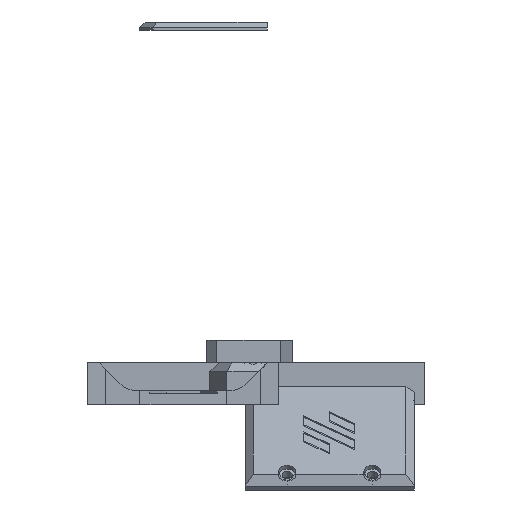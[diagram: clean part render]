
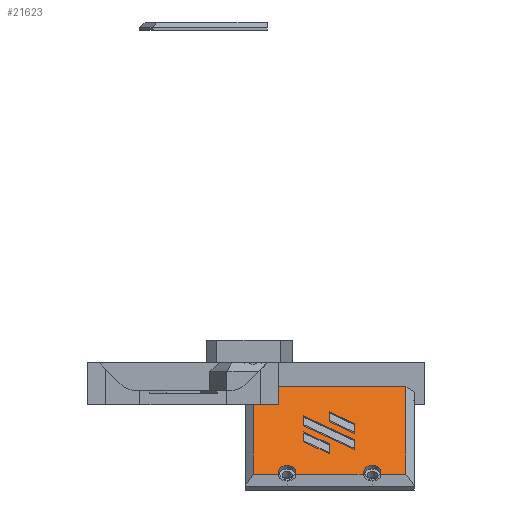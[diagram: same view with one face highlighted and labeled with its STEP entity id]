
A CAD part, left-side view. The second image highlights one B-rep face of the part: STEP entity #21623.
In plain terms, the highlighted planar face has unit normal (-0.707, 0, 0.707).
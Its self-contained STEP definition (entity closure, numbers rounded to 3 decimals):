
#140=FACE_BOUND('',#2455,.T.);
#141=FACE_BOUND('',#2456,.T.);
#142=FACE_BOUND('',#2457,.T.);
#298=CIRCLE('',#22825,3.);
#299=CIRCLE('',#22826,3.);
#300=CIRCLE('',#22842,3.);
#301=CIRCLE('',#22843,3.);
#1259=FACE_OUTER_BOUND('',#2454,.T.);
#2454=EDGE_LOOP('',(#18173,#18174,#18175,#18176,#18177,#18178,#18179,#18180,
#18181,#18182));
#2455=EDGE_LOOP('',(#18183,#18184,#18185,#18186));
#2456=EDGE_LOOP('',(#18187,#18188,#18189,#18190));
#2457=EDGE_LOOP('',(#18191,#18192,#18193,#18194));
#4939=LINE('',#33117,#7826);
#4943=LINE('',#33126,#7830);
#4947=LINE('',#33135,#7834);
#4955=LINE('',#33162,#7842);
#4958=LINE('',#33168,#7845);
#4961=LINE('',#33174,#7848);
#4963=LINE('',#33179,#7850);
#4966=LINE('',#33183,#7853);
#4968=LINE('',#33189,#7855);
#4971=LINE('',#33193,#7858);
#4973=LINE('',#33199,#7860);
#4976=LINE('',#33203,#7863);
#4980=LINE('',#33219,#7867);
#4981=LINE('',#33221,#7868);
#4982=LINE('',#33223,#7869);
#4983=LINE('',#33225,#7870);
#4984=LINE('',#33226,#7871);
#4985=LINE('',#33227,#7872);
#7826=VECTOR('',#27082,10.);
#7830=VECTOR('',#27088,10.);
#7834=VECTOR('',#27094,10.);
#7842=VECTOR('',#27122,10.);
#7845=VECTOR('',#27127,10.);
#7848=VECTOR('',#27132,10.);
#7850=VECTOR('',#27136,10.);
#7853=VECTOR('',#27141,10.);
#7855=VECTOR('',#27147,10.);
#7858=VECTOR('',#27152,10.);
#7860=VECTOR('',#27158,10.);
#7863=VECTOR('',#27163,10.);
#7867=VECTOR('',#27181,10.);
#7868=VECTOR('',#27182,10.);
#7869=VECTOR('',#27183,10.);
#7870=VECTOR('',#27184,10.);
#7871=VECTOR('',#27185,10.);
#7872=VECTOR('',#27186,10.);
#10038=VERTEX_POINT('',#33114);
#10039=VERTEX_POINT('',#33116);
#10042=VERTEX_POINT('',#33123);
#10043=VERTEX_POINT('',#33125);
#10046=VERTEX_POINT('',#33132);
#10047=VERTEX_POINT('',#33134);
#10052=VERTEX_POINT('',#33150);
#10053=VERTEX_POINT('',#33151);
#10054=VERTEX_POINT('',#33153);
#10056=VERTEX_POINT('',#33160);
#10058=VERTEX_POINT('',#33166);
#10060=VERTEX_POINT('',#33172);
#10062=VERTEX_POINT('',#33178);
#10064=VERTEX_POINT('',#33188);
#10066=VERTEX_POINT('',#33198);
#10068=VERTEX_POINT('',#33210);
#10069=VERTEX_POINT('',#33211);
#10070=VERTEX_POINT('',#33213);
#10071=VERTEX_POINT('',#33218);
#10072=VERTEX_POINT('',#33220);
#10073=VERTEX_POINT('',#33222);
#10074=VERTEX_POINT('',#33224);
#12811=EDGE_CURVE('',#10039,#10038,#4939,.T.);
#12815=EDGE_CURVE('',#10043,#10042,#4943,.T.);
#12819=EDGE_CURVE('',#10047,#10046,#4947,.T.);
#12827=EDGE_CURVE('',#10054,#10052,#298,.T.);
#12829=EDGE_CURVE('',#10053,#10054,#299,.T.);
#12832=EDGE_CURVE('',#10038,#10056,#4955,.T.);
#12835=EDGE_CURVE('',#10042,#10058,#4958,.T.);
#12838=EDGE_CURVE('',#10046,#10060,#4961,.T.);
#12840=EDGE_CURVE('',#10062,#10043,#4963,.T.);
#12843=EDGE_CURVE('',#10058,#10062,#4966,.T.);
#12845=EDGE_CURVE('',#10064,#10039,#4968,.T.);
#12848=EDGE_CURVE('',#10056,#10064,#4971,.T.);
#12850=EDGE_CURVE('',#10066,#10047,#4973,.T.);
#12853=EDGE_CURVE('',#10060,#10066,#4976,.T.);
#12857=EDGE_CURVE('',#10070,#10068,#300,.T.);
#12859=EDGE_CURVE('',#10069,#10070,#301,.T.);
#12860=EDGE_CURVE('',#10071,#10052,#4980,.T.);
#12861=EDGE_CURVE('',#10072,#10071,#4981,.T.);
#12862=EDGE_CURVE('',#10073,#10072,#4982,.T.);
#12863=EDGE_CURVE('',#10074,#10073,#4983,.T.);
#12864=EDGE_CURVE('',#10069,#10074,#4984,.T.);
#12865=EDGE_CURVE('',#10053,#10068,#4985,.T.);
#18173=ORIENTED_EDGE('',*,*,#12860,.F.);
#18174=ORIENTED_EDGE('',*,*,#12861,.F.);
#18175=ORIENTED_EDGE('',*,*,#12862,.F.);
#18176=ORIENTED_EDGE('',*,*,#12863,.F.);
#18177=ORIENTED_EDGE('',*,*,#12864,.F.);
#18178=ORIENTED_EDGE('',*,*,#12859,.T.);
#18179=ORIENTED_EDGE('',*,*,#12857,.T.);
#18180=ORIENTED_EDGE('',*,*,#12865,.F.);
#18181=ORIENTED_EDGE('',*,*,#12829,.T.);
#18182=ORIENTED_EDGE('',*,*,#12827,.T.);
#18183=ORIENTED_EDGE('',*,*,#12848,.T.);
#18184=ORIENTED_EDGE('',*,*,#12845,.T.);
#18185=ORIENTED_EDGE('',*,*,#12811,.T.);
#18186=ORIENTED_EDGE('',*,*,#12832,.T.);
#18187=ORIENTED_EDGE('',*,*,#12843,.T.);
#18188=ORIENTED_EDGE('',*,*,#12840,.T.);
#18189=ORIENTED_EDGE('',*,*,#12815,.T.);
#18190=ORIENTED_EDGE('',*,*,#12835,.T.);
#18191=ORIENTED_EDGE('',*,*,#12853,.T.);
#18192=ORIENTED_EDGE('',*,*,#12850,.T.);
#18193=ORIENTED_EDGE('',*,*,#12819,.T.);
#18194=ORIENTED_EDGE('',*,*,#12838,.T.);
#20567=PLANE('',#22844);
#21623=ADVANCED_FACE('',(#1259,#140,#141,#142),#20567,.F.);
#22825=AXIS2_PLACEMENT_3D('',#33154,#27113,#27114);
#22826=AXIS2_PLACEMENT_3D('',#33156,#27116,#27117);
#22842=AXIS2_PLACEMENT_3D('',#33214,#27174,#27175);
#22843=AXIS2_PLACEMENT_3D('',#33216,#27177,#27178);
#22844=AXIS2_PLACEMENT_3D('',#33217,#27179,#27180);
#27082=DIRECTION('',(0.388,0.836,0.388));
#27088=DIRECTION('',(0.707,0.,0.707));
#27094=DIRECTION('',(-0.388,-0.836,-0.388));
#27113=DIRECTION('center_axis',(0.707,0.,
-0.707));
#27114=DIRECTION('ref_axis',(0.,-1.,0.));
#27116=DIRECTION('center_axis',(0.707,0.,
-0.707));
#27117=DIRECTION('ref_axis',(0.,-1.,0.));
#27122=DIRECTION('',(0.707,0.,0.707));
#27127=DIRECTION('',(-0.388,-0.836,-0.388));
#27132=DIRECTION('',(-0.707,0.,-0.707));
#27136=DIRECTION('',(0.388,0.836,0.388));
#27141=DIRECTION('',(-0.707,0.,-0.707));
#27147=DIRECTION('',(-0.707,0.,-0.707));
#27152=DIRECTION('',(-0.388,-0.836,-0.388));
#27158=DIRECTION('',(0.707,0.,0.707));
#27163=DIRECTION('',(0.388,0.836,0.388));
#27174=DIRECTION('center_axis',(0.707,0.,
-0.707));
#27175=DIRECTION('ref_axis',(0.,-1.,0.));
#27177=DIRECTION('center_axis',(0.707,0.,
-0.707));
#27178=DIRECTION('ref_axis',(0.,-1.,0.));
#27179=DIRECTION('center_axis',(0.707,0.,
-0.707));
#27180=DIRECTION('ref_axis',(0.707,0.,0.707));
#27181=DIRECTION('',(0.,1.,0.));
#27182=DIRECTION('',(-0.707,0.,-0.707));
#27183=DIRECTION('',(0.,-1.,0.));
#27184=DIRECTION('',(0.707,0.,0.707));
#27185=DIRECTION('',(0.,1.,0.));
#27186=DIRECTION('',(0.,1.,0.));
#33114=CARTESIAN_POINT('',(29.273,41.009,-12.727));
#33116=CARTESIAN_POINT('',(25.028,31.875,-16.972));
#33117=CARTESIAN_POINT('',(26.088,34.155,-15.912));
#33123=CARTESIAN_POINT('',(38.097,41.009,-3.903));
#33125=CARTESIAN_POINT('',(34.994,41.009,-7.006));
#33126=CARTESIAN_POINT('',(33.618,41.009,-8.382));
#33132=CARTESIAN_POINT('',(35.325,22.752,-6.675));
#33134=CARTESIAN_POINT('',(39.571,31.886,-2.429));
#33135=CARTESIAN_POINT('',(38.435,29.442,-3.565));
#33150=CARTESIAN_POINT('',(17.321,13.902,-24.679));
#33151=CARTESIAN_POINT('',(17.321,19.098,-24.679));
#33153=CARTESIAN_POINT('',(18.382,19.5,-23.618));
#33154=CARTESIAN_POINT('Origin',(18.382,16.5,-23.618));
#33156=CARTESIAN_POINT('Origin',(18.382,16.5,-23.618));
#33160=CARTESIAN_POINT('',(32.377,41.009,-9.623));
#33162=CARTESIAN_POINT('',(30.757,41.009,-11.243));
#33166=CARTESIAN_POINT('',(29.606,22.739,-12.394));
#33168=CARTESIAN_POINT('',(35.703,35.858,-6.297));
#33172=CARTESIAN_POINT('',(32.221,22.752,-9.779));
#33174=CARTESIAN_POINT('',(33.783,22.752,-8.217));
#33178=CARTESIAN_POINT('',(26.502,22.739,-15.498));
#33179=CARTESIAN_POINT('',(28.822,27.73,-13.178));
#33183=CARTESIAN_POINT('',(30.924,22.739,-11.076));
#33188=CARTESIAN_POINT('',(28.132,31.875,-13.868));
#33189=CARTESIAN_POINT('',(30.186,31.875,-11.814));
#33193=CARTESIAN_POINT('',(30.846,37.714,-11.154));
#33198=CARTESIAN_POINT('',(36.467,31.886,-5.533));
#33199=CARTESIAN_POINT('',(34.354,31.886,-7.646));
#33203=CARTESIAN_POINT('',(33.677,25.882,-8.323));
#33210=CARTESIAN_POINT('',(17.321,44.302,-24.679));
#33211=CARTESIAN_POINT('',(17.321,49.498,-24.679));
#33213=CARTESIAN_POINT('',(18.382,49.9,-23.618));
#33214=CARTESIAN_POINT('Origin',(18.382,46.9,-23.618));
#33216=CARTESIAN_POINT('Origin',(18.382,46.9,-23.618));
#33217=CARTESIAN_POINT('Origin',(32.241,31.7,-9.759));
#33218=CARTESIAN_POINT('',(17.321,4.5,-24.679));
#33219=CARTESIAN_POINT('',(17.321,16.6,-24.679));
#33220=CARTESIAN_POINT('',(48.575,4.5,6.575));
#33221=CARTESIAN_POINT('',(40.762,4.5,-1.238));
#33222=CARTESIAN_POINT('',(48.575,58.9,6.575));
#33223=CARTESIAN_POINT('',(48.575,46.8,6.575));
#33224=CARTESIAN_POINT('',(17.321,58.9,-24.679));
#33225=CARTESIAN_POINT('',(23.721,58.9,-18.279));
#33226=CARTESIAN_POINT('',(17.321,16.6,-24.679));
#33227=CARTESIAN_POINT('',(17.321,16.6,-24.679));
